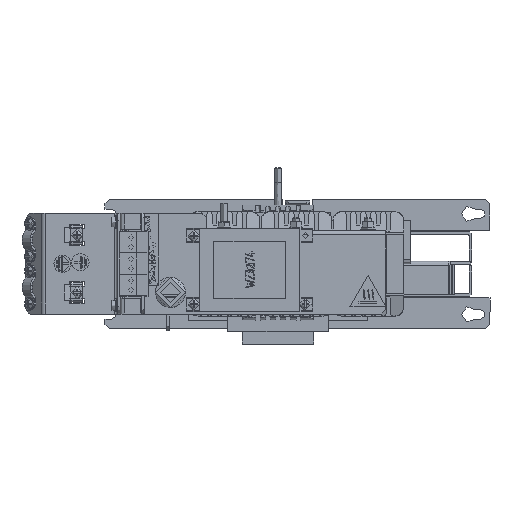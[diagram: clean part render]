
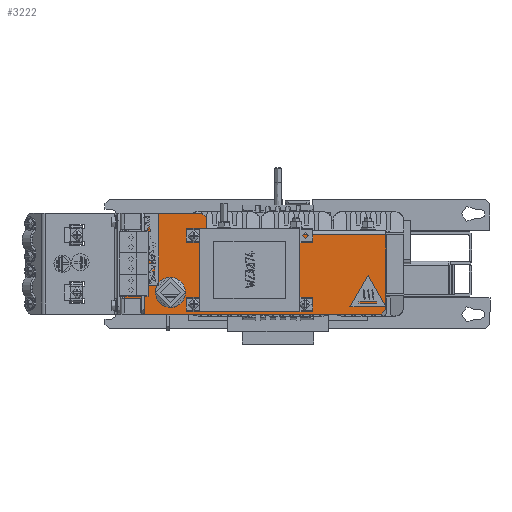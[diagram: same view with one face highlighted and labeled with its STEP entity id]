
A CAD part, top view. The second image highlights one B-rep face of the part: STEP entity #3222.
In plain terms, the highlighted face is planar.
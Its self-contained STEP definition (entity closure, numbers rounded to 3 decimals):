
#3222 = ADVANCED_FACE( '', ( #5682, #5683, #5684, #5685, #5686 ), #5687, .T. );
#5682 = FACE_BOUND( '', #10013, .T. );
#5683 = FACE_BOUND( '', #10014, .T. );
#5684 = FACE_OUTER_BOUND( '', #10015, .T. );
#5685 = FACE_BOUND( '', #10016, .T. );
#5686 = FACE_BOUND( '', #10017, .T. );
#5687 = PLANE( '', #10018 );
#10013 = EDGE_LOOP( '', ( #18105 ) );
#10014 = EDGE_LOOP( '', ( #18106 ) );
#10015 = EDGE_LOOP( '', ( #18107, #18108, #18109, #18110, #18111, #18112, #18113, #18114, #18115, #18116, #18117, #18118 ) );
#10016 = EDGE_LOOP( '', ( #18119 ) );
#10017 = EDGE_LOOP( '', ( #18120 ) );
#10018 = AXIS2_PLACEMENT_3D( '', #18121, #18122, #18123 );
#18105 = ORIENTED_EDGE( '', *, *, #37516, .F. );
#18106 = ORIENTED_EDGE( '', *, *, #37517, .F. );
#18107 = ORIENTED_EDGE( '', *, *, #37518, .F. );
#18108 = ORIENTED_EDGE( '', *, *, #37519, .T. );
#18109 = ORIENTED_EDGE( '', *, *, #37520, .T. );
#18110 = ORIENTED_EDGE( '', *, *, #37521, .F. );
#18111 = ORIENTED_EDGE( '', *, *, #37522, .T. );
#18112 = ORIENTED_EDGE( '', *, *, #37523, .T. );
#18113 = ORIENTED_EDGE( '', *, *, #37489, .T. );
#18114 = ORIENTED_EDGE( '', *, *, #37524, .T. );
#18115 = ORIENTED_EDGE( '', *, *, #37494, .T. );
#18116 = ORIENTED_EDGE( '', *, *, #37515, .T. );
#18117 = ORIENTED_EDGE( '', *, *, #37525, .T. );
#18118 = ORIENTED_EDGE( '', *, *, #37526, .T. );
#18119 = ORIENTED_EDGE( '', *, *, #37527, .F. );
#18120 = ORIENTED_EDGE( '', *, *, #37528, .F. );
#18121 = CARTESIAN_POINT( '', ( -92.5, 0., -35. ) );
#18122 = DIRECTION( '', ( 0., -1., 0. ) );
#18123 = DIRECTION( '', ( 0., 0., -1. ) );
#37489 = EDGE_CURVE( '', #42890, #42891, #42892, .T. );
#37494 = EDGE_CURVE( '', #42899, #42900, #42901, .T. );
#37515 = EDGE_CURVE( '', #42900, #42935, #42937, .T. );
#37516 = EDGE_CURVE( '', #42938, #42938, #42939, .T. );
#37517 = EDGE_CURVE( '', #42940, #42940, #42941, .T. );
#37518 = EDGE_CURVE( '', #42942, #42943, #42944, .T. );
#37519 = EDGE_CURVE( '', #42942, #42945, #42946, .T. );
#37520 = EDGE_CURVE( '', #42945, #42947, #42948, .T. );
#37521 = EDGE_CURVE( '', #42949, #42947, #42950, .T. );
#37522 = EDGE_CURVE( '', #42949, #42951, #42952, .T. );
#37523 = EDGE_CURVE( '', #42951, #42890, #42953, .F. );
#37524 = EDGE_CURVE( '', #42891, #42899, #42954, .T. );
#37525 = EDGE_CURVE( '', #42935, #42955, #42956, .T. );
#37526 = EDGE_CURVE( '', #42955, #42943, #42957, .T. );
#37527 = EDGE_CURVE( '', #42958, #42958, #42959, .T. );
#37528 = EDGE_CURVE( '', #42960, #42960, #42961, .T. );
#42890 = VERTEX_POINT( '', #51421 );
#42891 = VERTEX_POINT( '', #51422 );
#42892 = LINE( '', #51423, #51424 );
#42899 = VERTEX_POINT( '', #51433 );
#42900 = VERTEX_POINT( '', #51434 );
#42901 = LINE( '', #51435, #51436 );
#42935 = VERTEX_POINT( '', #51483 );
#42937 = LINE( '', #51486, #51487 );
#42938 = VERTEX_POINT( '', #51488 );
#42939 = CIRCLE( '', #51489, 1.65 );
#42940 = VERTEX_POINT( '', #51490 );
#42941 = CIRCLE( '', #51491, 1.65 );
#42942 = VERTEX_POINT( '', #51492 );
#42943 = VERTEX_POINT( '', #51493 );
#42944 = LINE( '', #51494, #51495 );
#42945 = VERTEX_POINT( '', #51496 );
#42946 = LINE( '', #51497, #51498 );
#42947 = VERTEX_POINT( '', #51499 );
#42948 = LINE( '', #51500, #51501 );
#42949 = VERTEX_POINT( '', #51502 );
#42950 = LINE( '', #51503, #51504 );
#42951 = VERTEX_POINT( '', #51505 );
#42952 = LINE( '', #51506, #51507 );
#42953 = LINE( '', #51508, #51509 );
#42954 = LINE( '', #51510, #51511 );
#42955 = VERTEX_POINT( '', #51512 );
#42956 = LINE( '', #51513, #51514 );
#42957 = LINE( '', #51515, #51516 );
#42958 = VERTEX_POINT( '', #51517 );
#42959 = CIRCLE( '', #51518, 9. );
#42960 = VERTEX_POINT( '', #51519 );
#42961 = CIRCLE( '', #51520, 1.65 );
#51421 = CARTESIAN_POINT( '', ( 92.5, 0., -32. ) );
#51422 = CARTESIAN_POINT( '', ( 92.5, 0., 20.15 ) );
#51423 = CARTESIAN_POINT( '', ( 92.5, 0., -35. ) );
#51424 = VECTOR( '', #77130, 1000. );
#51433 = CARTESIAN_POINT( '', ( -32.498, 0., 20.15 ) );
#51434 = CARTESIAN_POINT( '', ( -32.498, 0., 18.15 ) );
#51435 = CARTESIAN_POINT( '', ( -32.498, 0., 22.95 ) );
#51436 = VECTOR( '', #77139, 1000. );
#51483 = CARTESIAN_POINT( '', ( -34.498, 0., 18.15 ) );
#51486 = CARTESIAN_POINT( '', ( -32.498, 0., 18.15 ) );
#51487 = VECTOR( '', #77172, 1000. );
#51488 = CARTESIAN_POINT( '', ( -39.35, 0., 19.5 ) );
#51489 = AXIS2_PLACEMENT_3D( '', #77173, #77174, #77175 );
#51490 = CARTESIAN_POINT( '', ( -39.35, 0., -28. ) );
#51491 = AXIS2_PLACEMENT_3D( '', #77176, #77177, #77178 );
#51492 = CARTESIAN_POINT( '', ( -32.5, 0., 32. ) );
#51493 = CARTESIAN_POINT( '', ( -32.5, 0., 22.95 ) );
#51494 = CARTESIAN_POINT( '', ( -32.5, 0., 35. ) );
#51495 = VECTOR( '', #77179, 1000. );
#51496 = CARTESIAN_POINT( '', ( -35.5, 0., 35. ) );
#51497 = CARTESIAN_POINT( '', ( -29., 0., 28.5 ) );
#51498 = VECTOR( '', #77180, 1000. );
#51499 = CARTESIAN_POINT( '', ( -89.7, 0., 35. ) );
#51500 = CARTESIAN_POINT( '', ( 92.5, 0., 35. ) );
#51501 = VECTOR( '', #77181, 1000. );
#51502 = CARTESIAN_POINT( '', ( -89.7, 0., -35. ) );
#51503 = CARTESIAN_POINT( '', ( -89.7, 0., -35. ) );
#51504 = VECTOR( '', #77182, 1000. );
#51505 = CARTESIAN_POINT( '', ( 89.5, 0., -35. ) );
#51506 = CARTESIAN_POINT( '', ( -92.5, 0., -35. ) );
#51507 = VECTOR( '', #77183, 1000. );
#51508 = CARTESIAN_POINT( '', ( -1.5, 0., -126. ) );
#51509 = VECTOR( '', #77184, 1000. );
#51510 = CARTESIAN_POINT( '', ( 92.5, 0., 20.15 ) );
#51511 = VECTOR( '', #77185, 1000. );
#51512 = CARTESIAN_POINT( '', ( -34.498, 0., 22.95 ) );
#51513 = CARTESIAN_POINT( '', ( -34.498, 0., 18.15 ) );
#51514 = VECTOR( '', #77186, 1000. );
#51515 = CARTESIAN_POINT( '', ( -34.498, 0., 22.95 ) );
#51516 = VECTOR( '', #77187, 1000. );
#51517 = CARTESIAN_POINT( '', ( -57.5, 0., -11. ) );
#51518 = AXIS2_PLACEMENT_3D( '', #77188, #77189, #77190 );
#51519 = CARTESIAN_POINT( '', ( 38.15, 0., -28. ) );
#51520 = AXIS2_PLACEMENT_3D( '', #77191, #77192, #77193 );
#77130 = DIRECTION( '', ( 0., 0., 1. ) );
#77139 = DIRECTION( '', ( 0., 0., -1. ) );
#77172 = DIRECTION( '', ( -1., 0., 0. ) );
#77173 = CARTESIAN_POINT( '', ( -41., 0., 19.5 ) );
#77174 = DIRECTION( '', ( 0., -1., 0. ) );
#77175 = DIRECTION( '', ( 1., 0., 0. ) );
#77176 = CARTESIAN_POINT( '', ( -41., 0., -28. ) );
#77177 = DIRECTION( '', ( 0., -1., 0. ) );
#77178 = DIRECTION( '', ( 1., 0., 0. ) );
#77179 = DIRECTION( '', ( 0., 0., -1. ) );
#77180 = DIRECTION( '', ( -0.707, 0., 0.707 ) );
#77181 = DIRECTION( '', ( -1., 0., 0. ) );
#77182 = DIRECTION( '', ( 0., 0., 1. ) );
#77183 = DIRECTION( '', ( 1., 0., 0. ) );
#77184 = DIRECTION( '', ( -0.707, 0., -0.707 ) );
#77185 = DIRECTION( '', ( -1., 0., 0. ) );
#77186 = DIRECTION( '', ( 0., 0., 1. ) );
#77187 = DIRECTION( '', ( 1., 0., 0. ) );
#77188 = CARTESIAN_POINT( '', ( -57.5, 0., -20. ) );
#77189 = DIRECTION( '', ( 0., -1., 0. ) );
#77190 = DIRECTION( '', ( 0., 0., 1. ) );
#77191 = CARTESIAN_POINT( '', ( 36.5, 0., -28. ) );
#77192 = DIRECTION( '', ( 0., -1., 0. ) );
#77193 = DIRECTION( '', ( 1., 0., 0. ) );
